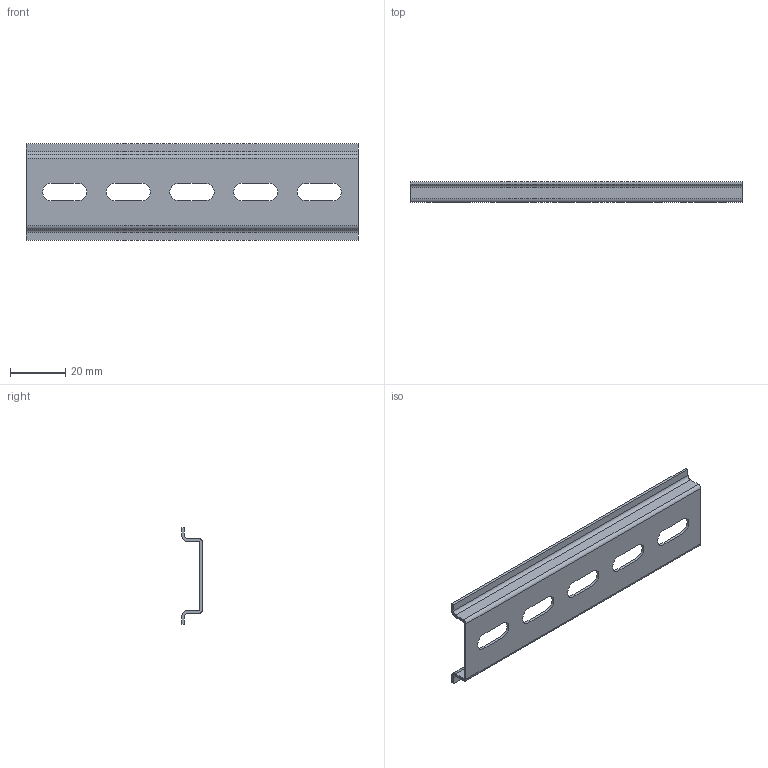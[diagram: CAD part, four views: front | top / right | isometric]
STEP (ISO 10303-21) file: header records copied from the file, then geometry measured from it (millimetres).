
FILE_DESCRIPTION (( 'STEP AP214' ), '1' );
FILE_NAME ('TS-35 Din Rail 35mm x 7.5mm .STEP', '2019-05-20T09:17:25', ( '' ), ( '' ), 'SwSTEP 2.0', 'SolidWorks 2019', '' );
FILE_SCHEMA (( 'AUTOMOTIVE_DESIGN' ));
Length unit declared in the file: millimetre
Products named in the file (1): TS-35 Din Rail 35mm x 7.5mm 
Bounding box: 120 x 7.5 x 35 mm (x, y, z)
Volume: 5038.4 mm3; surface area: 10604.7 mm2
Topology: 1 solids, 1 shells, 42 faces, 120 edges, 80 vertices
Faces by surface type: plane 24, cylinder 18
Entity records: 1434 total; most frequent: CARTESIAN_POINT 243, DIRECTION 242, ORIENTED_EDGE 240, EDGE_CURVE 120, VECTOR 84, LINE 84, VERTEX_POINT 80, AXIS2_PLACEMENT_3D 79
